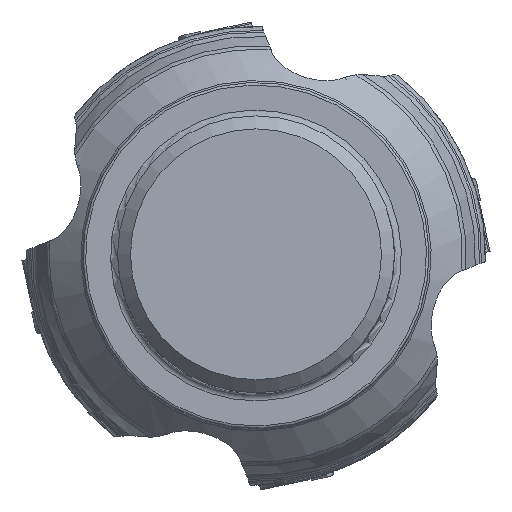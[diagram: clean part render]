
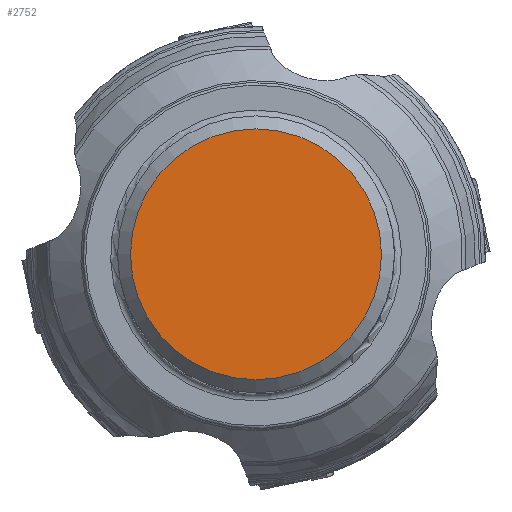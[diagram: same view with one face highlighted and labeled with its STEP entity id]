
A CAD part, top view. The second image highlights one B-rep face of the part: STEP entity #2752.
In plain terms, the highlighted planar face has unit normal (0, 0, 1).
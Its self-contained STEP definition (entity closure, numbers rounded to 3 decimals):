
#2752=ADVANCED_FACE('CU_SU3',(#4881),#4194,.F.);
#4194=PLANE('',#29781);
#4881=FACE_OUTER_BOUND('',#6632,.T.);
#6632=EDGE_LOOP('',(#12691));
#9549=CIRCLE('',#29780,14.496);
#12691=ORIENTED_EDGE('',*,*,#23095,.F.);
#20040=VERTEX_POINT('',#46822);
#23095=EDGE_CURVE('',#20040,#20040,#9549,.T.);
#29780=AXIS2_PLACEMENT_3D('',#46821,#34130,#34131);
#29781=AXIS2_PLACEMENT_3D('',#46823,#34132,#34133);
#34130=DIRECTION('',(0.,0.,-1.));
#34131=DIRECTION('',(-1.,0.,0.));
#34132=DIRECTION('',(0.,0.,-1.));
#34133=DIRECTION('',(-1.,0.,0.));
#46821=CARTESIAN_POINT('',(0.,0.,0.));
#46822=CARTESIAN_POINT('',(-14.496,0.,0.));
#46823=CARTESIAN_POINT('',(0.,0.,0.));
